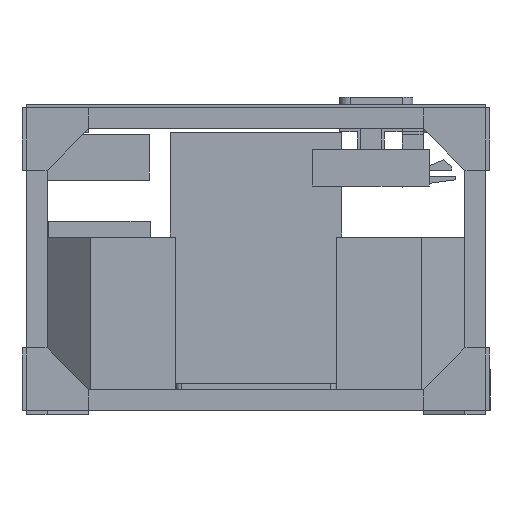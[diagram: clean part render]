
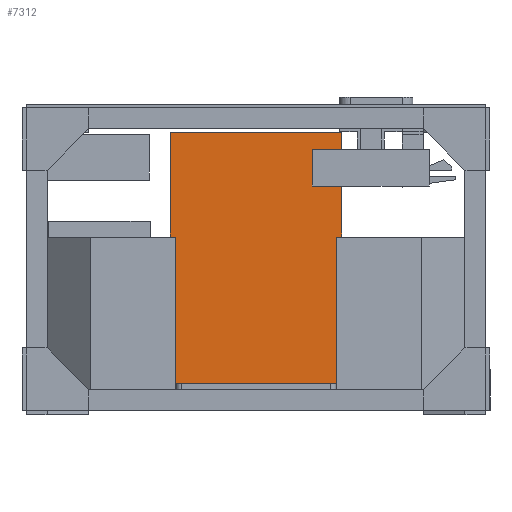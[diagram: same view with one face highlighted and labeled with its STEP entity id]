
A CAD part, front view. The second image highlights one B-rep face of the part: STEP entity #7312.
In plain terms, the highlighted face is planar.
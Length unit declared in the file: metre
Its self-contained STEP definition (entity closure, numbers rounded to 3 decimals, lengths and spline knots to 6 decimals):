
#2609=ORIENTED_EDGE('',*,*,#3459,.F.);
#2610=ORIENTED_EDGE('',*,*,#3452,.F.);
#2611=ORIENTED_EDGE('',*,*,#3460,.T.);
#2612=ORIENTED_EDGE('',*,*,#3457,.T.);
#3452=EDGE_CURVE('',#4118,#4116,#4594,.T.);
#3457=EDGE_CURVE('',#4122,#4121,#4599,.T.);
#3459=EDGE_CURVE('',#4116,#4121,#4601,.T.);
#3460=EDGE_CURVE('',#4118,#4122,#4602,.T.);
#4116=VERTEX_POINT('',#12416);
#4118=VERTEX_POINT('',#12420);
#4121=VERTEX_POINT('',#12430);
#4122=VERTEX_POINT('',#12432);
#4594=LINE('',#12421,#5074);
#4599=LINE('',#12431,#5079);
#4601=LINE('',#12435,#5081);
#4602=LINE('',#12436,#5082);
#5074=VECTOR('',#10450,1.);
#5079=VECTOR('',#10459,1.);
#5081=VECTOR('',#10463,1.);
#5082=VECTOR('',#10464,1.);
#5912=EDGE_LOOP('',(#2609,#2610,#2611,#2612));
#6744=FACE_BOUND('',#5912,.T.);
#6938=PLANE('',#8351);
#7312=ADVANCED_FACE('',(#6744),#6938,.T.);
#8351=AXIS2_PLACEMENT_3D('',#12434,#10461,#10462);
#10450=DIRECTION('',(0.,0.,-1.));
#10459=DIRECTION('',(0.,0.,-1.));
#10461=DIRECTION('',(1.,0.,0.));
#10462=DIRECTION('',(0.,0.,-1.));
#10463=DIRECTION('',(0.,-1.,0.));
#10464=DIRECTION('',(0.,-1.,0.));
#12416=CARTESIAN_POINT('',(0.161036,0.,0.));
#12420=CARTESIAN_POINT('',(0.161036,0.,0.24003));
#12421=CARTESIAN_POINT('',(0.161036,0.,0.24003));
#12430=CARTESIAN_POINT('',(0.161036,-0.164084,0.));
#12431=CARTESIAN_POINT('',(0.161036,-0.164084,0.24003));
#12432=CARTESIAN_POINT('',(0.161036,-0.164084,0.24003));
#12434=CARTESIAN_POINT('',(0.161036,-0.082042,0.24003));
#12435=CARTESIAN_POINT('',(0.161036,-0.082042,0.));
#12436=CARTESIAN_POINT('',(0.161036,-0.082042,0.24003));
